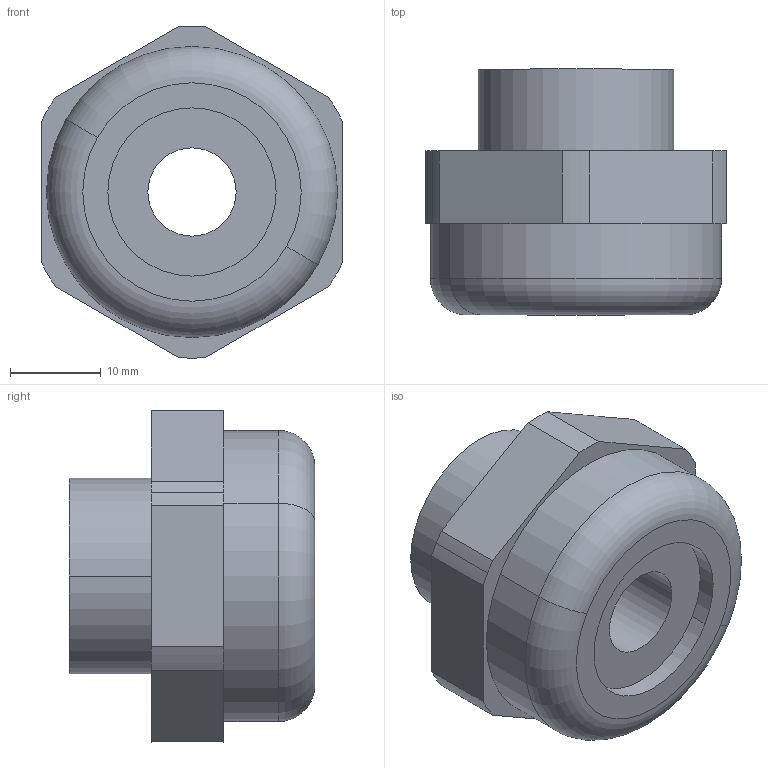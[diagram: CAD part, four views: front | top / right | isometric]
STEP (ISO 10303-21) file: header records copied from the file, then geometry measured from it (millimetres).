
FILE_DESCRIPTION(('CoCreate Modeling STEP Export'),'2;1');
FILE_NAME('CRQ 21.stp','2009-03-13T15:56:29',(''),(''),'CoCreate Modeling STEP processor for AP214 (Solid Model)','CoCreate Modeling 16.00A 16-Aug-2008 (C) Parametric Technology GmbH','');
FILE_SCHEMA(('AUTOMOTIVE_DESIGN { 1 0 10303 214 1 1 1 1 }'));
Length unit declared in the file: millimetre
Products named in the file (2): 00859N_TES_PG21; CRQ_21
Assembly tree (1 placements, depth 2):
  CRQ_21
    00859N_TES_PG21
Bounding box: 33 x 27 x 36.49 mm (x, y, z)
Volume: 14496.4 mm3; surface area: 7050.1 mm2
Topology: 1 solids, 1 shells, 36 faces, 86 edges, 56 vertices
Faces by surface type: cylinder 20, plane 12, torus 4
Entity records: 1183 total; most frequent: ORIENTED_EDGE 172, CARTESIAN_POINT 136, DIRECTION 122, EDGE_CURVE 86, VERTEX_POINT 56, AXIS2_PLACEMENT_3D 42, EDGE_LOOP 42, VECTOR 38
